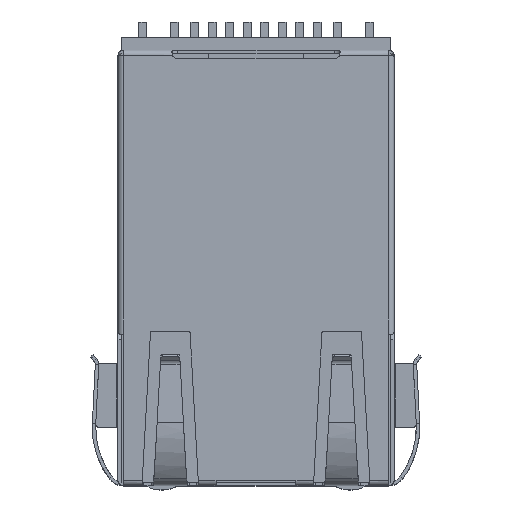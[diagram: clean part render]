
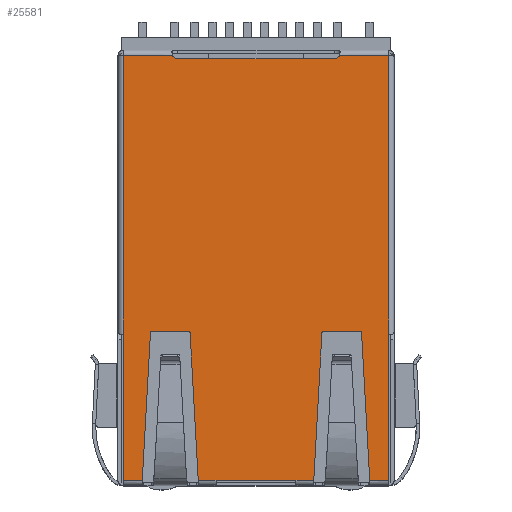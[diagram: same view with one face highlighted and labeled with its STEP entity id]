
A CAD part, top view. The second image highlights one B-rep face of the part: STEP entity #25581.
In plain terms, the highlighted planar face has unit normal (0, 0, 1).
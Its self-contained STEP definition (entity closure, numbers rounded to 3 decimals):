
#482=CIRCLE('',#26616,0.1);
#486=CIRCLE('',#26622,0.1);
#498=CIRCLE('',#26653,0.1);
#502=CIRCLE('',#26659,0.1);
#573=CIRCLE('',#26874,0.325);
#574=CIRCLE('',#26875,0.325);
#3832=ORIENTED_EDGE('',*,*,#8186,.T.);
#3833=ORIENTED_EDGE('',*,*,#8187,.T.);
#3834=ORIENTED_EDGE('',*,*,#8130,.T.);
#3835=ORIENTED_EDGE('',*,*,#8165,.F.);
#3836=ORIENTED_EDGE('',*,*,#6822,.F.);
#3837=ORIENTED_EDGE('',*,*,#8167,.F.);
#3838=ORIENTED_EDGE('',*,*,#8173,.F.);
#3839=ORIENTED_EDGE('',*,*,#7773,.F.);
#3840=ORIENTED_EDGE('',*,*,#8188,.F.);
#3841=ORIENTED_EDGE('',*,*,#7765,.F.);
#3842=ORIENTED_EDGE('',*,*,#8189,.F.);
#3843=ORIENTED_EDGE('',*,*,#8190,.F.);
#3844=ORIENTED_EDGE('',*,*,#7650,.F.);
#3845=ORIENTED_EDGE('',*,*,#8191,.F.);
#3846=ORIENTED_EDGE('',*,*,#8185,.T.);
#3847=ORIENTED_EDGE('',*,*,#7701,.F.);
#3848=ORIENTED_EDGE('',*,*,#8192,.T.);
#3849=ORIENTED_EDGE('',*,*,#7709,.F.);
#3850=ORIENTED_EDGE('',*,*,#8170,.T.);
#3851=ORIENTED_EDGE('',*,*,#8169,.F.);
#3852=ORIENTED_EDGE('',*,*,#6823,.T.);
#3853=ORIENTED_EDGE('',*,*,#8157,.T.);
#3854=ORIENTED_EDGE('',*,*,#8146,.T.);
#3855=ORIENTED_EDGE('',*,*,#8193,.T.);
#6822=EDGE_CURVE('',#9572,#9442,#11278,.T.);
#6823=EDGE_CURVE('',#9573,#9440,#11279,.T.);
#7650=EDGE_CURVE('',#9576,#9466,#11962,.T.);
#7701=EDGE_CURVE('',#10149,#10150,#482,.T.);
#7709=EDGE_CURVE('',#10157,#10158,#486,.T.);
#7765=EDGE_CURVE('',#10193,#10194,#498,.T.);
#7773=EDGE_CURVE('',#10201,#10202,#502,.T.);
#8130=EDGE_CURVE('',#10436,#9439,#12275,.T.);
#8146=EDGE_CURVE('',#9444,#10443,#12282,.T.);
#8157=EDGE_CURVE('',#9440,#9444,#12291,.T.);
#8165=EDGE_CURVE('',#9442,#9439,#12298,.T.);
#8167=EDGE_CURVE('',#9519,#9572,#12300,.T.);
#8169=EDGE_CURVE('',#9573,#9523,#12302,.T.);
#8170=EDGE_CURVE('',#10157,#9523,#12303,.T.);
#8173=EDGE_CURVE('',#10202,#9519,#12306,.T.);
#8185=EDGE_CURVE('',#9530,#10150,#12316,.T.);
#8186=EDGE_CURVE('',#10458,#10459,#12317,.T.);
#8187=EDGE_CURVE('',#10459,#10436,#573,.T.);
#8188=EDGE_CURVE('',#10194,#10201,#12318,.T.);
#8189=EDGE_CURVE('',#9536,#10193,#12319,.T.);
#8190=EDGE_CURVE('',#9466,#9536,#12320,.T.);
#8191=EDGE_CURVE('',#9530,#9576,#12321,.T.);
#8192=EDGE_CURVE('',#10149,#10158,#12322,.T.);
#8193=EDGE_CURVE('',#10443,#10458,#574,.T.);
#9439=VERTEX_POINT('',#32796);
#9440=VERTEX_POINT('',#32800);
#9442=VERTEX_POINT('',#32806);
#9444=VERTEX_POINT('',#32814);
#9466=VERTEX_POINT('',#32864);
#9519=VERTEX_POINT('',#33261);
#9523=VERTEX_POINT('',#33297);
#9530=VERTEX_POINT('',#33342);
#9536=VERTEX_POINT('',#33386);
#9572=VERTEX_POINT('',#33568);
#9573=VERTEX_POINT('',#33572);
#9576=VERTEX_POINT('',#33579);
#10149=VERTEX_POINT('',#35443);
#10150=VERTEX_POINT('',#35445);
#10157=VERTEX_POINT('',#35461);
#10158=VERTEX_POINT('',#35463);
#10193=VERTEX_POINT('',#35636);
#10194=VERTEX_POINT('',#35638);
#10201=VERTEX_POINT('',#35654);
#10202=VERTEX_POINT('',#35656);
#10436=VERTEX_POINT('',#36834);
#10443=VERTEX_POINT('',#36900);
#10458=VERTEX_POINT('',#37018);
#10459=VERTEX_POINT('',#37019);
#11278=LINE('',#33569,#13493);
#11279=LINE('',#33571,#13494);
#11962=LINE('',#35338,#14177);
#12275=LINE('',#36833,#14490);
#12282=LINE('',#36901,#14497);
#12291=LINE('',#36947,#14506);
#12298=LINE('',#36981,#14513);
#12300=LINE('',#36984,#14515);
#12302=LINE('',#36987,#14517);
#12303=LINE('',#36989,#14518);
#12306=LINE('',#36993,#14521);
#12316=LINE('',#37015,#14531);
#12317=LINE('',#37017,#14532);
#12318=LINE('',#37021,#14533);
#12319=LINE('',#37022,#14534);
#12320=LINE('',#37023,#14535);
#12321=LINE('',#37024,#14536);
#12322=LINE('',#37025,#14537);
#13493=VECTOR('',#27863,1000.);
#13494=VECTOR('',#27866,1000.);
#14177=VECTOR('',#29337,1000.);
#14490=VECTOR('',#30164,1000.);
#14497=VECTOR('',#30189,1000.);
#14506=VECTOR('',#30208,1000.);
#14513=VECTOR('',#30225,1000.);
#14515=VECTOR('',#30229,1000.);
#14517=VECTOR('',#30233,1000.);
#14518=VECTOR('',#30236,1000.);
#14521=VECTOR('',#30241,1000.);
#14531=VECTOR('',#30259,1000.);
#14532=VECTOR('',#30262,1000.);
#14533=VECTOR('',#30265,1000.);
#14534=VECTOR('',#30266,1000.);
#14535=VECTOR('',#30267,1000.);
#14536=VECTOR('',#30268,1000.);
#14537=VECTOR('',#30269,1000.);
#16150=EDGE_LOOP('',(#3832,#3833,#3834,#3835,#3836,#3837,#3838,#3839,#3840,
#3841,#3842,#3843,#3844,#3845,#3846,#3847,#3848,#3849,#3850,#3851,#3852,
#3853,#3854,#3855));
#17263=FACE_BOUND('',#16150,.T.);
#18106=PLANE('',#26873);
#25581=ADVANCED_FACE('',(#17263),#18106,.T.);
#26616=AXIS2_PLACEMENT_3D('',#35444,#29431,#29432);
#26622=AXIS2_PLACEMENT_3D('',#35462,#29447,#29448);
#26653=AXIS2_PLACEMENT_3D('',#35637,#29545,#29546);
#26659=AXIS2_PLACEMENT_3D('',#35655,#29561,#29562);
#26873=AXIS2_PLACEMENT_3D('',#37016,#30260,#30261);
#26874=AXIS2_PLACEMENT_3D('',#37020,#30263,#30264);
#26875=AXIS2_PLACEMENT_3D('',#37026,#30270,#30271);
#27863=DIRECTION('',(0.,1.,0.));
#27866=DIRECTION('',(0.,1.,0.));
#29337=DIRECTION('',(-1.,0.,0.));
#29431=DIRECTION('',(0.,0.,1.));
#29432=DIRECTION('',(1.,0.,0.));
#29447=DIRECTION('',(0.,0.,1.));
#29448=DIRECTION('',(1.,0.,0.));
#29545=DIRECTION('',(0.,0.,1.));
#29546=DIRECTION('',(1.,0.,0.));
#29561=DIRECTION('',(0.,0.,1.));
#29562=DIRECTION('',(1.,0.,0.));
#30164=DIRECTION('',(-1.,0.,0.));
#30189=DIRECTION('',(-1.,0.,0.));
#30208=DIRECTION('',(0.,1.,0.));
#30225=DIRECTION('',(0.,1.,0.));
#30229=DIRECTION('',(-1.,0.,0.));
#30233=DIRECTION('',(-1.,0.,0.));
#30236=DIRECTION('',(0.055,-0.998,0.));
#30241=DIRECTION('',(-0.055,-0.998,0.));
#30259=DIRECTION('',(0.055,0.998,0.));
#30260=DIRECTION('',(0.,0.,1.));
#30261=DIRECTION('',(1.,0.,0.));
#30262=DIRECTION('',(-1.,0.,0.));
#30263=DIRECTION('',(0.,0.,-1.));
#30264=DIRECTION('',(1.,0.,0.));
#30265=DIRECTION('',(-1.,0.,0.));
#30266=DIRECTION('',(-0.055,0.998,0.));
#30267=DIRECTION('',(-1.,0.,0.));
#30268=DIRECTION('',(-1.,0.,0.));
#30269=DIRECTION('',(1.,0.,0.));
#30270=DIRECTION('',(0.,0.,-1.));
#30271=DIRECTION('',(-1.,0.,0.));
#32796=CARTESIAN_POINT('',(-7.75,24.9,13.41));
#32800=CARTESIAN_POINT('',(7.75,8.639,13.41));
#32806=CARTESIAN_POINT('',(-7.75,8.639,13.41));
#32814=CARTESIAN_POINT('',(7.75,24.9,13.41));
#32864=CARTESIAN_POINT('',(-2.33,0.1,13.41));
#33261=CARTESIAN_POINT('',(-6.633,0.1,13.41));
#33297=CARTESIAN_POINT('',(6.633,0.1,13.41));
#33342=CARTESIAN_POINT('',(3.367,0.1,13.41));
#33386=CARTESIAN_POINT('',(-3.367,0.1,13.41));
#33568=CARTESIAN_POINT('',(-7.75,0.1,13.41));
#33569=CARTESIAN_POINT('',(-7.75,24.9,13.41));
#33571=CARTESIAN_POINT('',(7.75,-0.2,13.41));
#33572=CARTESIAN_POINT('',(7.75,0.1,13.41));
#33579=CARTESIAN_POINT('',(2.33,0.1,13.41));
#35338=CARTESIAN_POINT('',(2.33,0.1,13.41));
#35443=CARTESIAN_POINT('',(3.945,8.8,13.41));
#35444=CARTESIAN_POINT('',(3.945,8.7,13.41));
#35445=CARTESIAN_POINT('',(3.845,8.706,13.41));
#35461=CARTESIAN_POINT('',(6.155,8.706,13.41));
#35462=CARTESIAN_POINT('',(6.055,8.7,13.41));
#35463=CARTESIAN_POINT('',(6.055,8.8,13.41));
#35636=CARTESIAN_POINT('',(-3.845,8.706,13.41));
#35637=CARTESIAN_POINT('',(-3.945,8.7,13.41));
#35638=CARTESIAN_POINT('',(-3.945,8.8,13.41));
#35654=CARTESIAN_POINT('',(-6.055,8.8,13.41));
#35655=CARTESIAN_POINT('',(-6.055,8.7,13.41));
#35656=CARTESIAN_POINT('',(-6.155,8.706,13.41));
#36833=CARTESIAN_POINT('',(7.75,24.9,13.41));
#36834=CARTESIAN_POINT('',(-4.873,24.9,13.41));
#36900=CARTESIAN_POINT('',(4.873,24.9,13.41));
#36901=CARTESIAN_POINT('',(7.75,24.9,13.41));
#36947=CARTESIAN_POINT('',(7.75,16.77,13.41));
#36981=CARTESIAN_POINT('',(-7.75,24.9,13.41));
#36984=CARTESIAN_POINT('',(7.75,0.1,13.41));
#36987=CARTESIAN_POINT('',(7.75,0.1,13.41));
#36989=CARTESIAN_POINT('',(6.15,8.8,13.41));
#36993=CARTESIAN_POINT('',(-6.15,8.8,13.41));
#37015=CARTESIAN_POINT('',(3.35,-0.2,13.41));
#37016=CARTESIAN_POINT('',(7.75,-0.2,13.41));
#37017=CARTESIAN_POINT('',(4.575,24.705,13.41));
#37018=CARTESIAN_POINT('',(4.575,24.705,13.41));
#37019=CARTESIAN_POINT('',(-4.575,24.705,13.41));
#37020=CARTESIAN_POINT('',(-4.575,25.03,13.41));
#37021=CARTESIAN_POINT('',(-3.85,8.8,13.41));
#37022=CARTESIAN_POINT('',(-3.35,-0.2,13.41));
#37023=CARTESIAN_POINT('',(7.75,0.1,13.41));
#37024=CARTESIAN_POINT('',(7.75,0.1,13.41));
#37025=CARTESIAN_POINT('',(3.85,8.8,13.41));
#37026=CARTESIAN_POINT('',(4.575,25.03,13.41));
